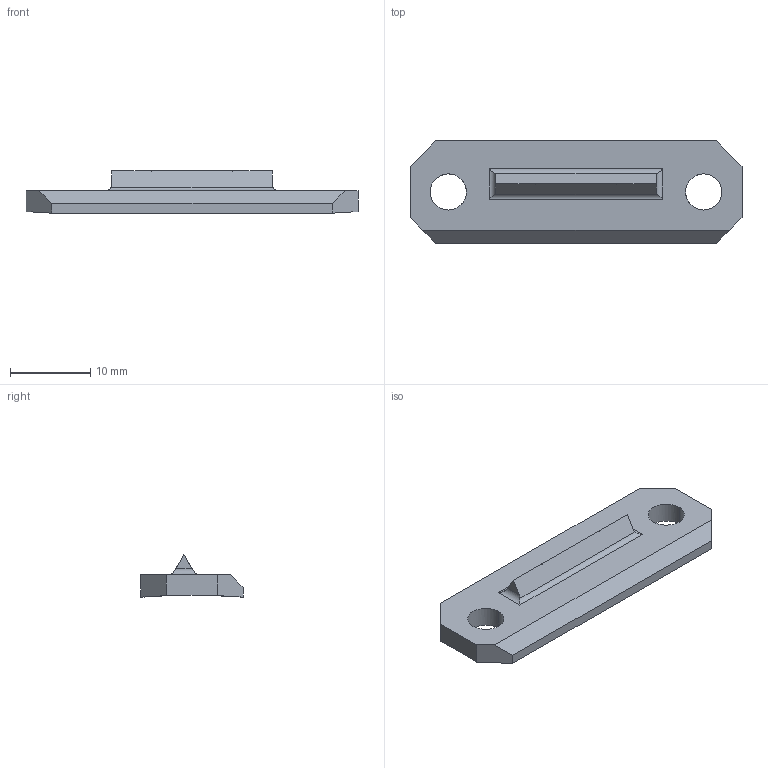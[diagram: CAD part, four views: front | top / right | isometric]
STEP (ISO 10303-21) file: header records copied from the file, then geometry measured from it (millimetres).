
FILE_DESCRIPTION (( 'STEP AP203' ), '1' );
FILE_NAME ('D0901790-v1_AdvLIGO_SUS_HSTS_Primary Metal Breakoff Prism.STEP', '2010-06-10T22:30:52', ( 'Dwayne Giardina' ), ( 'CA Institute of Technology' ), 'SwSTEP 2.0', 'SolidWorks 2009', '' );
FILE_SCHEMA (( 'CONFIG_CONTROL_DESIGN' ));
Length unit declared in the file: inch
Products named in the file (1): D0901790-v1_AdvLIGO_SUS_HSTS_Primary Metal Breakoff Prism
Bounding box: 41.27 x 12.7 x 5.27 mm (x, y, z)
Volume: 1271.7 mm3; surface area: 1317.9 mm2
Topology: 1 solids, 1 shells, 32 faces, 89 edges, 58 vertices
Faces by surface type: plane 18, cylinder 14
Entity records: 1204 total; most frequent: CARTESIAN_POINT 356, ORIENTED_EDGE 178, DIRECTION 139, EDGE_CURVE 89, VERTEX_POINT 58, LINE 57, VECTOR 57, AXIS2_PLACEMENT_3D 41
